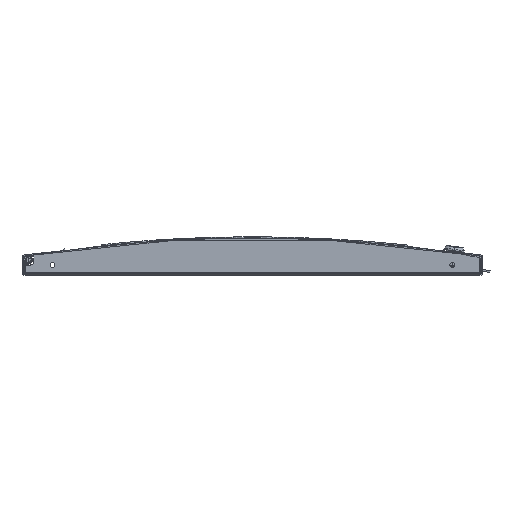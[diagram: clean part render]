
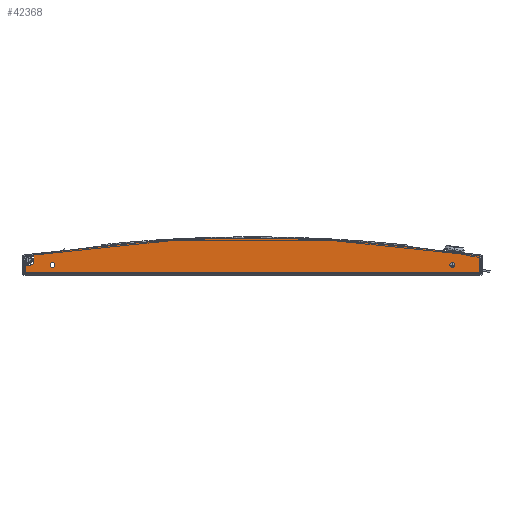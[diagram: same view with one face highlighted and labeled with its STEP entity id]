
A CAD part, front view. The second image highlights one B-rep face of the part: STEP entity #42368.
In plain terms, the highlighted planar face has unit normal (0, -1, 0).
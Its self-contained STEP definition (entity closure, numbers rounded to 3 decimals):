
#1906 = CARTESIAN_POINT ( 'NONE',  ( 0., -1062.73, -1547.256 ) ) ;
#2375 = DIRECTION ( 'NONE',  ( 0., 0., 1. ) ) ;
#3063 = CARTESIAN_POINT ( 'NONE',  ( -219.5, -1062.73, -11. ) ) ;
#5003 = CIRCLE ( 'NONE', #160552, 2.75 ) ;
#6562 = CARTESIAN_POINT ( 'NONE',  ( -240., -1062.73, -11. ) ) ;
#7702 = DIRECTION ( 'NONE',  ( 0., 0., 1. ) ) ;
#8690 = FACE_BOUND ( 'NONE', #53941, .T. ) ;
#11538 = EDGE_CURVE ( 'NONE', #110907, #156431, #43065, .T. ) ;
#13006 = AXIS2_PLACEMENT_3D ( 'NONE', #59679, #21777, #74520 ) ;
#13068 = CARTESIAN_POINT ( 'NONE',  ( 249.5, -1062.73, -19. ) ) ;
#13099 = CARTESIAN_POINT ( 'NONE',  ( 0., -1062.73, -1547.256 ) ) ;
#13288 = VERTEX_POINT ( 'NONE', #41879 ) ;
#13373 = CIRCLE ( 'NONE', #108200, 1566.256 ) ;
#14672 = DIRECTION ( 'NONE',  ( -1., 0., 0. ) ) ;
#17000 = EDGE_CURVE ( 'NONE', #156746, #28114, #39440, .T. ) ;
#18010 = EDGE_CURVE ( 'NONE', #39458, #71790, #5003, .T. ) ;
#18094 = DIRECTION ( 'NONE',  ( 0., 1., 0. ) ) ;
#19888 = CARTESIAN_POINT ( 'NONE',  ( -240., -1062.73, -11. ) ) ;
#21777 = DIRECTION ( 'NONE',  ( 0., 1., 0. ) ) ;
#23930 = EDGE_CURVE ( 'NONE', #114823, #77535, #94152, .T. ) ;
#23945 = CARTESIAN_POINT ( 'NONE',  ( -219.5, -1062.73, -8.25 ) ) ;
#28114 = VERTEX_POINT ( 'NONE', #58670 ) ;
#31569 = ORIENTED_EDGE ( 'NONE', *, *, #17000, .F. ) ;
#33403 = CARTESIAN_POINT ( 'NONE',  ( 0., -1062.73, -1547.256 ) ) ;
#39440 = LINE ( 'NONE', #137108, #147194 ) ;
#39458 = VERTEX_POINT ( 'NONE', #23945 ) ;
#41879 = CARTESIAN_POINT ( 'NONE',  ( 219.5, -1062.73, -8.25 ) ) ;
#41957 = ORIENTED_EDGE ( 'NONE', *, *, #60335, .T. ) ;
#42368 = ADVANCED_FACE ( 'NONE', ( #8690, #45830, #108544 ), #146536, .F. ) ;
#43065 = LINE ( 'NONE', #143773, #75634 ) ;
#45830 = FACE_BOUND ( 'NONE', #158496, .T. ) ;
#49129 = EDGE_CURVE ( 'NONE', #71790, #39458, #82819, .T. ) ;
#50122 = AXIS2_PLACEMENT_3D ( 'NONE', #13099, #114621, #2375 ) ;
#51795 = DIRECTION ( 'NONE',  ( 0., 0., 1. ) ) ;
#53872 = ORIENTED_EDGE ( 'NONE', *, *, #23930, .T. ) ;
#53941 = EDGE_LOOP ( 'NONE', ( #92859, #41957 ) ) ;
#53983 = CARTESIAN_POINT ( 'NONE',  ( 0., -1062.73, 19. ) ) ;
#54677 = DIRECTION ( 'NONE',  ( 0., 0., 1. ) ) ;
#56248 = DIRECTION ( 'NONE',  ( 0., 0., -1. ) ) ;
#56427 = DIRECTION ( 'NONE',  ( 0., 1., 0. ) ) ;
#57263 = CARTESIAN_POINT ( 'NONE',  ( -219.5, -1062.73, -13.75 ) ) ;
#57979 = VECTOR ( 'NONE', #142122, 1000. ) ;
#58014 = CIRCLE ( 'NONE', #50122, 1566.256 ) ;
#58194 = DIRECTION ( 'NONE',  ( 0., 0., 1. ) ) ;
#58567 = ORIENTED_EDGE ( 'NONE', *, *, #149920, .F. ) ;
#58670 = CARTESIAN_POINT ( 'NONE',  ( -249.5, -1062.73, -11. ) ) ;
#59679 = CARTESIAN_POINT ( 'NONE',  ( 219.5, -1062.73, -11. ) ) ;
#60335 = EDGE_CURVE ( 'NONE', #100004, #13288, #160017, .T. ) ;
#64169 = DIRECTION ( 'NONE',  ( 0., 1., 0. ) ) ;
#65005 = LINE ( 'NONE', #126947, #65911 ) ;
#65911 = VECTOR ( 'NONE', #14672, 1000. ) ;
#66606 = CARTESIAN_POINT ( 'NONE',  ( -244., -1062.73, -11. ) ) ;
#67133 = ORIENTED_EDGE ( 'NONE', *, *, #74426, .T. ) ;
#68774 = CIRCLE ( 'NONE', #134748, 4. ) ;
#70185 = DIRECTION ( 'NONE',  ( 0., 1., 0. ) ) ;
#70846 = CARTESIAN_POINT ( 'NONE',  ( -244., -1062.73, -7. ) ) ;
#71697 = LINE ( 'NONE', #6562, #152457 ) ;
#71713 = ORIENTED_EDGE ( 'NONE', *, *, #131295, .F. ) ;
#71790 = VERTEX_POINT ( 'NONE', #57263 ) ;
#72136 = CARTESIAN_POINT ( 'NONE',  ( 249.5, -1062.73, -1. ) ) ;
#73059 = EDGE_CURVE ( 'NONE', #114939, #110907, #13373, .T. ) ;
#74426 = EDGE_CURVE ( 'NONE', #77535, #109843, #68774, .T. ) ;
#74520 = DIRECTION ( 'NONE',  ( 0., 0., 1. ) ) ;
#75634 = VECTOR ( 'NONE', #56248, 1000. ) ;
#76818 = ORIENTED_EDGE ( 'NONE', *, *, #49129, .T. ) ;
#77535 = VERTEX_POINT ( 'NONE', #128760 ) ;
#79451 = ORIENTED_EDGE ( 'NONE', *, *, #118758, .T. ) ;
#82819 = CIRCLE ( 'NONE', #96030, 2.75 ) ;
#84973 = DIRECTION ( 'NONE',  ( 0., 0., 1. ) ) ;
#85223 = CARTESIAN_POINT ( 'NONE',  ( 219.5, -1062.73, -13.75 ) ) ;
#88762 = AXIS2_PLACEMENT_3D ( 'NONE', #116188, #64169, #51795 ) ;
#89339 = CIRCLE ( 'NONE', #13006, 2.75 ) ;
#92859 = ORIENTED_EDGE ( 'NONE', *, *, #146077, .T. ) ;
#93356 = AXIS2_PLACEMENT_3D ( 'NONE', #33403, #118519, #58194 ) ;
#94152 = LINE ( 'NONE', #19888, #57979 ) ;
#96030 = AXIS2_PLACEMENT_3D ( 'NONE', #158574, #70185, #84973 ) ;
#99896 = ORIENTED_EDGE ( 'NONE', *, *, #11538, .F. ) ;
#100004 = VERTEX_POINT ( 'NONE', #85223 ) ;
#108200 = AXIS2_PLACEMENT_3D ( 'NONE', #1906, #129781, #54677 ) ;
#108544 = FACE_OUTER_BOUND ( 'NONE', #123364, .T. ) ;
#108838 = DIRECTION ( 'NONE',  ( -1., 0., 0. ) ) ;
#109843 = VERTEX_POINT ( 'NONE', #66606 ) ;
#110907 = VERTEX_POINT ( 'NONE', #72136 ) ;
#112111 = ORIENTED_EDGE ( 'NONE', *, *, #73059, .F. ) ;
#114621 = DIRECTION ( 'NONE',  ( 0., 1., 0. ) ) ;
#114823 = VERTEX_POINT ( 'NONE', #149812 ) ;
#114939 = VERTEX_POINT ( 'NONE', #53983 ) ;
#116188 = CARTESIAN_POINT ( 'NONE',  ( 219.5, -1062.73, -11. ) ) ;
#118519 = DIRECTION ( 'NONE',  ( 0., 1., 0. ) ) ;
#118758 = EDGE_CURVE ( 'NONE', #109843, #28114, #71697, .T. ) ;
#123364 = EDGE_LOOP ( 'NONE', ( #53872, #67133, #79451, #31569, #58567, #99896, #112111, #71713 ) ) ;
#126947 = CARTESIAN_POINT ( 'NONE',  ( -249.5, -1062.73, -19. ) ) ;
#128760 = CARTESIAN_POINT ( 'NONE',  ( -240., -1062.73, -7. ) ) ;
#129781 = DIRECTION ( 'NONE',  ( 0., 1., 0. ) ) ;
#131295 = EDGE_CURVE ( 'NONE', #114823, #114939, #58014, .T. ) ;
#134748 = AXIS2_PLACEMENT_3D ( 'NONE', #70846, #18094, #156792 ) ;
#137108 = CARTESIAN_POINT ( 'NONE',  ( -249.5, -1062.73, -1. ) ) ;
#142122 = DIRECTION ( 'NONE',  ( 0., 0., -1. ) ) ;
#143773 = CARTESIAN_POINT ( 'NONE',  ( 249.5, -1062.73, -1. ) ) ;
#146077 = EDGE_CURVE ( 'NONE', #13288, #100004, #89339, .T. ) ;
#146178 = ORIENTED_EDGE ( 'NONE', *, *, #18010, .T. ) ;
#146536 = PLANE ( 'NONE',  #93356 ) ;
#147194 = VECTOR ( 'NONE', #152588, 1000. ) ;
#149812 = CARTESIAN_POINT ( 'NONE',  ( -240., -1062.73, 0.503 ) ) ;
#149920 = EDGE_CURVE ( 'NONE', #156431, #156746, #65005, .T. ) ;
#152457 = VECTOR ( 'NONE', #108838, 1000. ) ;
#152588 = DIRECTION ( 'NONE',  ( 0., 0., 1. ) ) ;
#156227 = CARTESIAN_POINT ( 'NONE',  ( -249.5, -1062.73, -19. ) ) ;
#156431 = VERTEX_POINT ( 'NONE', #13068 ) ;
#156746 = VERTEX_POINT ( 'NONE', #156227 ) ;
#156792 = DIRECTION ( 'NONE',  ( 0., 0., 1. ) ) ;
#158496 = EDGE_LOOP ( 'NONE', ( #146178, #76818 ) ) ;
#158574 = CARTESIAN_POINT ( 'NONE',  ( -219.5, -1062.73, -11. ) ) ;
#160017 = CIRCLE ( 'NONE', #88762, 2.75 ) ;
#160552 = AXIS2_PLACEMENT_3D ( 'NONE', #3063, #56427, #7702 ) ;
